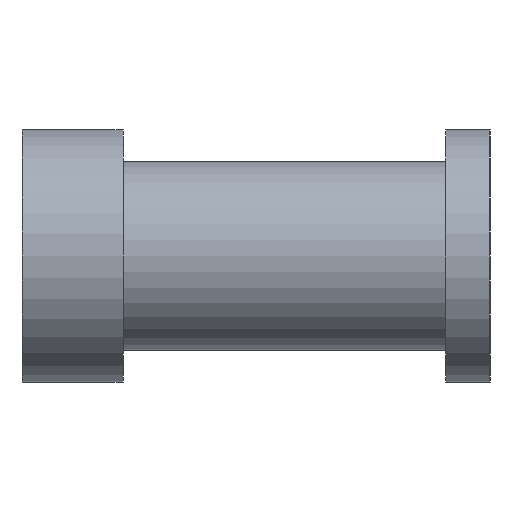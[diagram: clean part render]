
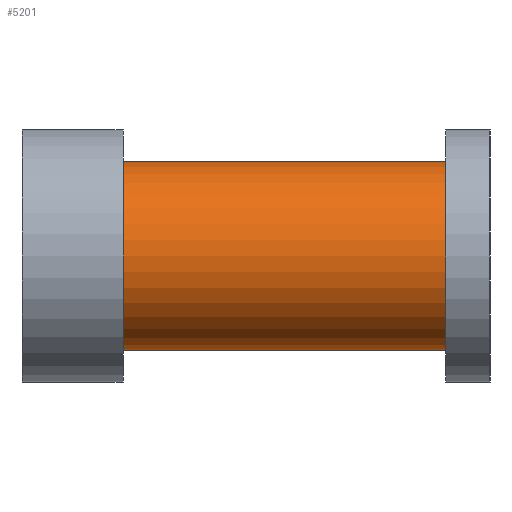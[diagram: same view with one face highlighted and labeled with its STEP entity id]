
A CAD part, left-side view. The second image highlights one B-rep face of the part: STEP entity #5201.
In plain terms, the highlighted cylindrical face has radius 7.5 mm (diameter 15 mm), a partial arc.
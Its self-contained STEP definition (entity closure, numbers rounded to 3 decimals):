
#96 = VERTEX_POINT ( 'NONE', #6841 ) ;
#307 = ORIENTED_EDGE ( 'NONE', *, *, #14110, .F. ) ;
#335 = CARTESIAN_POINT ( 'NONE',  ( -165., -12.5, 0. ) ) ;
#498 = VECTOR ( 'NONE', #3386, 1000. ) ;
#615 = ORIENTED_EDGE ( 'NONE', *, *, #9492, .F. ) ;
#1191 = CARTESIAN_POINT ( 'NONE',  ( -165., 16., 7.5 ) ) ;
#2057 = EDGE_CURVE ( 'NONE', #10915, #96, #14315, .T. ) ;
#2709 = FACE_OUTER_BOUND ( 'NONE', #12520, .T. ) ;
#2865 = DIRECTION ( 'NONE',  ( 0., 1., 0. ) ) ;
#3363 = VECTOR ( 'NONE', #7686, 1000. ) ;
#3386 = DIRECTION ( 'NONE',  ( 0., -1., 0. ) ) ;
#3486 = LINE ( 'NONE', #1191, #498 ) ;
#3803 = DIRECTION ( 'NONE',  ( 0., -1., 0. ) ) ;
#4168 = CARTESIAN_POINT ( 'NONE',  ( -165., 13., 0. ) ) ;
#4740 = VERTEX_POINT ( 'NONE', #5948 ) ;
#5201 = ADVANCED_FACE ( 'NONE', ( #2709 ), #12174, .T. ) ;
#5948 = CARTESIAN_POINT ( 'NONE',  ( -165., 13., 7.5 ) ) ;
#5984 = DIRECTION ( 'NONE',  ( 0., 0., -1. ) ) ;
#6253 = VERTEX_POINT ( 'NONE', #9275 ) ;
#6260 = CIRCLE ( 'NONE', #15393, 7.5 ) ;
#6485 = EDGE_CURVE ( 'NONE', #10915, #4740, #7991, .T. ) ;
#6565 = ORIENTED_EDGE ( 'NONE', *, *, #6485, .F. ) ;
#6574 = ORIENTED_EDGE ( 'NONE', *, *, #2057, .T. ) ;
#6841 = CARTESIAN_POINT ( 'NONE',  ( -165., -12.5, -7.5 ) ) ;
#7686 = DIRECTION ( 'NONE',  ( 0., -1., 0. ) ) ;
#7991 = CIRCLE ( 'NONE', #10599, 7.5 ) ;
#8641 = DIRECTION ( 'NONE',  ( 0., 0., -1. ) ) ;
#8923 = CARTESIAN_POINT ( 'NONE',  ( -165., 13., -7.5 ) ) ;
#8935 = CARTESIAN_POINT ( 'NONE',  ( -165., 16., -7.5 ) ) ;
#9098 = AXIS2_PLACEMENT_3D ( 'NONE', #12058, #3803, #5984 ) ;
#9275 = CARTESIAN_POINT ( 'NONE',  ( -165., -12.5, 7.5 ) ) ;
#9492 = EDGE_CURVE ( 'NONE', #6253, #96, #6260, .T. ) ;
#10029 = DIRECTION ( 'NONE',  ( 0., 0., 1. ) ) ;
#10599 = AXIS2_PLACEMENT_3D ( 'NONE', #4168, #2865, #10029 ) ;
#10915 = VERTEX_POINT ( 'NONE', #8923 ) ;
#12058 = CARTESIAN_POINT ( 'NONE',  ( -165., 16., 0. ) ) ;
#12174 = CYLINDRICAL_SURFACE ( 'NONE', #9098, 7.5 ) ;
#12520 = EDGE_LOOP ( 'NONE', ( #307, #6565, #6574, #615 ) ) ;
#13765 = DIRECTION ( 'NONE',  ( 0., -1., 0. ) ) ;
#14110 = EDGE_CURVE ( 'NONE', #4740, #6253, #3486, .T. ) ;
#14315 = LINE ( 'NONE', #8935, #3363 ) ;
#15393 = AXIS2_PLACEMENT_3D ( 'NONE', #335, #13765, #8641 ) ;
